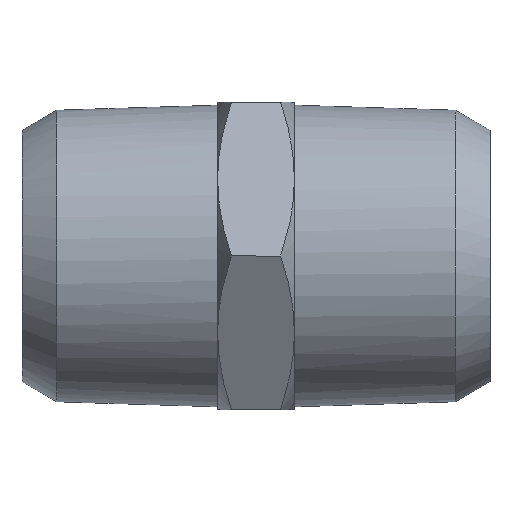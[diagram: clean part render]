
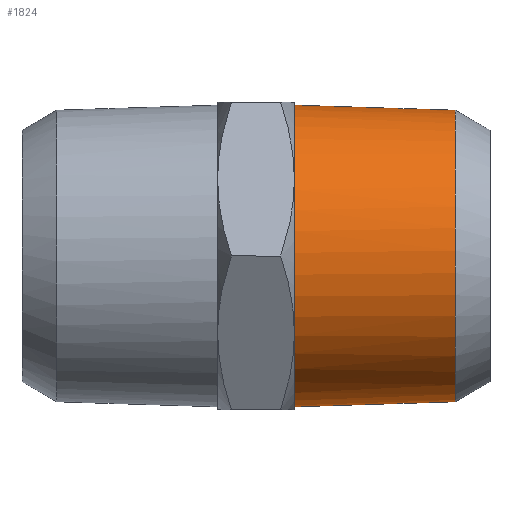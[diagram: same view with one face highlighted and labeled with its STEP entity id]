
A CAD part, left-side view. The second image highlights one B-rep face of the part: STEP entity #1824.
In plain terms, the highlighted free-form (B-spline) face has degree [1, 3] with [2, 4] control points.
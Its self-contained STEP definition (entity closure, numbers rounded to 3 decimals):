
#37 = EDGE_CURVE ( 'NONE', #1296, #367, #1540, .T. ) ;
#49 = CARTESIAN_POINT ( 'NONE',  ( -1.411, 14., -10.726 ) ) ;
#50 = ORIENTED_EDGE ( 'NONE', *, *, #1110, .T. ) ;
#86 = CARTESIAN_POINT ( 'NONE',  ( -4.786, 14., 9.702 ) ) ;
#91 = CARTESIAN_POINT ( 'NONE',  ( -20.87, 2.485, 10.435 ) ) ;
#117 = CARTESIAN_POINT ( 'NONE',  ( 0., 14., 10.795 ) ) ;
#234 = CARTESIAN_POINT ( 'NONE',  ( -2.801, 14., 10.449 ) ) ;
#241 = CARTESIAN_POINT ( 'NONE',  ( 0., 14., -10.795 ) ) ;
#267 = CARTESIAN_POINT ( 'NONE',  ( 0., 14., 10.795 ) ) ;
#288 = EDGE_CURVE ( 'NONE', #1296, #663, #311, .T. ) ;
#298 = CARTESIAN_POINT ( 'NONE',  ( 0., 14., -10.795 ) ) ;
#311 = B_SPLINE_CURVE_WITH_KNOTS ( 'NONE', 3,
 ( #513, #1886, #49, #385, #1136, #1462, #1604, #818, #1289, #1753, #839, #1896, #989, #1314, #1921, #1014, #852, #1155, #1009, #1769, #1764, #544, #859, #689, #1475, #1909, #698, #1629, #86, #556, #234, #408, #1170, #1003 ),
 .UNSPECIFIED., .F., .F.,
 ( 4, 2, 2, 2, 2, 2, 2, 2, 2, 2, 2, 2, 2, 2, 2, 2, 4 ),
 ( 0., 0.196, 0.393, 0.589, 0.785, 0.982, 1.178, 1.374, 1.571, 1.767, 1.963, 2.16, 2.356, 2.553, 2.749, 2.945, 3.142 ),
 .UNSPECIFIED. ) ;
#356 = VERTEX_POINT ( 'NONE', #548 ) ;
#367 = VERTEX_POINT ( 'NONE', #1303 ) ;
#385 = CARTESIAN_POINT ( 'NONE',  ( -2.801, 14., -10.449 ) ) ;
#405 = CARTESIAN_POINT ( 'NONE',  ( -21.59, 14., -10.795 ) ) ;
#408 = CARTESIAN_POINT ( 'NONE',  ( -1.411, 14., 10.726 ) ) ;
#417 = ORIENTED_EDGE ( 'NONE', *, *, #442, .T. ) ;
#442 = EDGE_CURVE ( 'NONE', #356, #663, #928, .T. ) ;
#513 = CARTESIAN_POINT ( 'NONE',  ( 0., 14., -10.795 ) ) ;
#544 = CARTESIAN_POINT ( 'NONE',  ( -9.702, 14., 4.786 ) ) ;
#548 = CARTESIAN_POINT ( 'NONE',  ( 0., 2.485, 10.435 ) ) ;
#556 = CARTESIAN_POINT ( 'NONE',  ( -3.476, 14., 10.244 ) ) ;
#663 = VERTEX_POINT ( 'NONE', #117 ) ;
#689 = CARTESIAN_POINT ( 'NONE',  ( -8.582, 14., 6.587 ) ) ;
#698 = CARTESIAN_POINT ( 'NONE',  ( -6.587, 14., 8.582 ) ) ;
#702 = EDGE_LOOP ( 'NONE', ( #50, #417, #1529, #1177 ) ) ;
#714 = CARTESIAN_POINT ( 'NONE',  ( -20.87, 2.485, -10.435 ) ) ;
#818 = CARTESIAN_POINT ( 'NONE',  ( -6.587, 14., -8.582 ) ) ;
#839 = CARTESIAN_POINT ( 'NONE',  ( -8.582, 14., -6.587 ) ) ;
#843 = CARTESIAN_POINT ( 'NONE',  ( 0., 2.485, 10.435 ) ) ;
#852 = CARTESIAN_POINT ( 'NONE',  ( -10.795, 14., -0.709 ) ) ;
#859 = CARTESIAN_POINT ( 'NONE',  ( -9.369, 14., 5.408 ) ) ;
#869 = CARTESIAN_POINT ( 'NONE',  ( 0., 2.485, 10.435 ) ) ;
#875 = CARTESIAN_POINT ( 'NONE',  ( -21.59, 14., 10.795 ) ) ;
#928 = B_SPLINE_CURVE_WITH_KNOTS ( 'NONE', 1,
 ( #843, #267 ),
 .UNSPECIFIED., .F., .F.,
 ( 2, 2 ),
 ( -1., 0. ),
 .UNSPECIFIED. ) ;
#989 = CARTESIAN_POINT ( 'NONE',  ( -9.702, 14., -4.786 ) ) ;
#1003 = CARTESIAN_POINT ( 'NONE',  ( 0., 14., 10.795 ) ) ;
#1009 = CARTESIAN_POINT ( 'NONE',  ( -10.726, 14., 1.411 ) ) ;
#1014 = CARTESIAN_POINT ( 'NONE',  ( -10.726, 14., -1.411 ) ) ;
#1110 = EDGE_CURVE ( 'NONE', #367, #356, #1954, .T. ) ;
#1136 = CARTESIAN_POINT ( 'NONE',  ( -3.476, 14., -10.244 ) ) ;
#1155 = CARTESIAN_POINT ( 'NONE',  ( -10.795, 14., 0.709 ) ) ;
#1170 = CARTESIAN_POINT ( 'NONE',  ( -0.709, 14., 10.795 ) ) ;
#1174 = CARTESIAN_POINT ( 'NONE',  ( -20.87, 2.485, -10.435 ) ) ;
#1177 = ORIENTED_EDGE ( 'NONE', *, *, #37, .T. ) ;
#1231 = CARTESIAN_POINT ( 'NONE',  ( 0., 2.485, -10.435 ) ) ;
#1289 = CARTESIAN_POINT ( 'NONE',  ( -7.132, 14., -8.134 ) ) ;
#1296 = VERTEX_POINT ( 'NONE', #1808 ) ;
#1303 = CARTESIAN_POINT ( 'NONE',  ( 0., 2.485, -10.435 ) ) ;
#1314 = CARTESIAN_POINT ( 'NONE',  ( -10.244, 14., -3.476 ) ) ;
#1318 = CARTESIAN_POINT ( 'NONE',  ( 0., 14., 10.795 ) ) ;
#1326 = CARTESIAN_POINT ( 'NONE',  ( 0., 2.485, -10.435 ) ) ;
#1462 = CARTESIAN_POINT ( 'NONE',  ( -4.786, 14., -9.702 ) ) ;
#1475 = CARTESIAN_POINT ( 'NONE',  ( -8.134, 14., 7.132 ) ) ;
#1481 = CARTESIAN_POINT ( 'NONE',  ( -20.87, 2.485, 10.435 ) ) ;
#1529 = ORIENTED_EDGE ( 'NONE', *, *, #288, .F. ) ;
#1540 = B_SPLINE_CURVE_WITH_KNOTS ( 'NONE', 1,
 ( #298, #1231 ),
 .UNSPECIFIED., .F., .F.,
 ( 2, 2 ),
 ( -1., 0. ),
 .UNSPECIFIED. ) ;
#1604 = CARTESIAN_POINT ( 'NONE',  ( -5.408, 14., -9.369 ) ) ;
#1629 = CARTESIAN_POINT ( 'NONE',  ( -5.408, 14., 9.369 ) ) ;
#1753 = CARTESIAN_POINT ( 'NONE',  ( -8.134, 14., -7.132 ) ) ;
#1764 = CARTESIAN_POINT ( 'NONE',  ( -10.244, 14., 3.476 ) ) ;
#1767 = CARTESIAN_POINT ( 'NONE',  ( 0., 2.485, 10.435 ) ) ;
#1769 = CARTESIAN_POINT ( 'NONE',  ( -10.449, 14., 2.801 ) ) ;
#1784 = CARTESIAN_POINT ( 'NONE',  ( 0., 2.485, -10.435 ) ) ;
#1807 =( BOUNDED_SURFACE ( )  B_SPLINE_SURFACE ( 1, 3, ( 
 ( #1784, #714, #91, #869 ),
 ( #241, #405, #875, #1318 ) ),
 .UNSPECIFIED., .F., .F., .F. ) 
 B_SPLINE_SURFACE_WITH_KNOTS ( ( 2, 2 ),
 ( 4, 4 ),
 ( 0., 1. ),
 ( 0., 1. ),
 .UNSPECIFIED. ) 
 GEOMETRIC_REPRESENTATION_ITEM ( )  RATIONAL_B_SPLINE_SURFACE ( (
 ( 1., 0.333, 0.333, 1.),
 ( 1., 0.333, 0.333, 1.) ) ) 
 REPRESENTATION_ITEM ( '' )  SURFACE ( )  );
#1808 = CARTESIAN_POINT ( 'NONE',  ( 0., 14., -10.795 ) ) ;
#1824 = ADVANCED_FACE ( 'NONE', ( #1935 ), #1807, .F. ) ;
#1886 = CARTESIAN_POINT ( 'NONE',  ( -0.709, 14., -10.795 ) ) ;
#1896 = CARTESIAN_POINT ( 'NONE',  ( -9.369, 14., -5.408 ) ) ;
#1909 = CARTESIAN_POINT ( 'NONE',  ( -7.132, 14., 8.134 ) ) ;
#1921 = CARTESIAN_POINT ( 'NONE',  ( -10.449, 14., -2.801 ) ) ;
#1935 = FACE_OUTER_BOUND ( 'NONE', #702, .T. ) ;
#1954 =( BOUNDED_CURVE ( )  B_SPLINE_CURVE ( 3, ( #1326, #1174, #1481, #1767 ),
 .UNSPECIFIED., .F., .T. ) 
 B_SPLINE_CURVE_WITH_KNOTS ( ( 4, 4 ),
 ( -3.142, 0. ),
 .UNSPECIFIED. ) 
 CURVE ( )  GEOMETRIC_REPRESENTATION_ITEM ( )  RATIONAL_B_SPLINE_CURVE ( ( 1., 0.333, 0.333, 1. ) ) 
 REPRESENTATION_ITEM ( '' )  );
